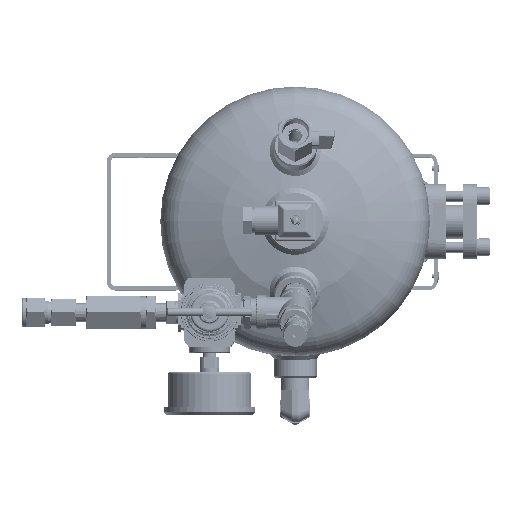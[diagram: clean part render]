
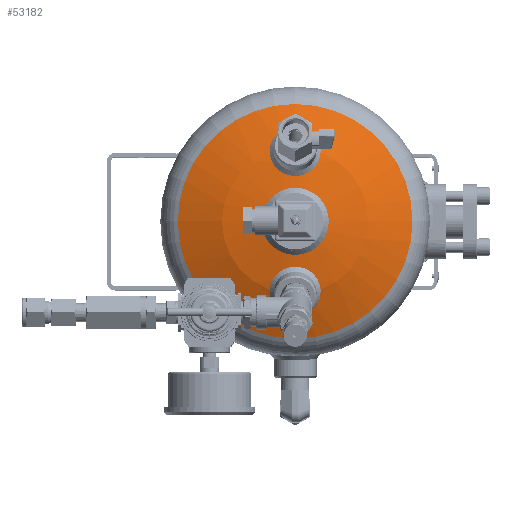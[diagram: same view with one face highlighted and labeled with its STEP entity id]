
A CAD part, top view. The second image highlights one B-rep face of the part: STEP entity #53182.
In plain terms, the highlighted spherical face has radius 202.3 mm.
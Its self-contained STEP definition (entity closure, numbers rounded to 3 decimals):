
#645=SPHERICAL_SURFACE('',#64044,202.3);
#10229=CIRCLE('',#64039,15.);
#10233=CIRCLE('',#64045,15.);
#10234=CIRCLE('',#64046,87.326);
#10235=CIRCLE('',#64047,20.);
#12505=ORIENTED_EDGE('',*,*,#28199,.T.);
#12506=ORIENTED_EDGE('',*,*,#28203,.T.);
#12507=ORIENTED_EDGE('',*,*,#28204,.F.);
#12508=ORIENTED_EDGE('',*,*,#28205,.F.);
#28199=EDGE_CURVE('',#36111,#36111,#10229,.T.);
#28203=EDGE_CURVE('',#36115,#36115,#10233,.T.);
#28204=EDGE_CURVE('',#36116,#36116,#10234,.T.);
#28205=EDGE_CURVE('',#36117,#36117,#10235,.F.);
#36111=VERTEX_POINT('',#84332);
#36115=VERTEX_POINT('',#84342);
#36116=VERTEX_POINT('',#84344);
#36117=VERTEX_POINT('',#84346);
#43949=EDGE_LOOP('',(#12505));
#43950=EDGE_LOOP('',(#12506));
#43951=EDGE_LOOP('',(#12507));
#43952=EDGE_LOOP('',(#12508));
#48186=FACE_BOUND('',#43949,.T.);
#48187=FACE_BOUND('',#43950,.T.);
#48188=FACE_BOUND('',#43951,.T.);
#48189=FACE_BOUND('',#43952,.T.);
#53182=ADVANCED_FACE('',(#48186,#48187,#48188,#48189),#645,.T.);
#64039=AXIS2_PLACEMENT_3D('',#84331,#69843,#69844);
#64044=AXIS2_PLACEMENT_3D('',#84340,#69853,#69854);
#64045=AXIS2_PLACEMENT_3D('',#84341,#69855,#69856);
#64046=AXIS2_PLACEMENT_3D('',#84343,#69857,#69858);
#64047=AXIS2_PLACEMENT_3D('',#84345,#69859,#69860);
#69843=DIRECTION('',(0.259,0.,-0.966));
#69844=DIRECTION('',(0.966,0.,0.259));
#69853=DIRECTION('',(0.,0.,-1.));
#69854=DIRECTION('',(1.,0.,0.));
#69855=DIRECTION('',(-0.259,0.,-0.966));
#69856=DIRECTION('',(-0.966,0.,0.259));
#69857=DIRECTION('',(0.,0.,-1.));
#69858=DIRECTION('',(-1.,0.,0.));
#69859=DIRECTION('',(0.,0.,-1.));
#69860=DIRECTION('',(-1.,0.,0.));
#84331=CARTESIAN_POINT('',(-52.215,0.,46.028));
#84332=CARTESIAN_POINT('',(-37.726,0.,49.911));
#84340=CARTESIAN_POINT('',(0.,0.,-148.841));
#84341=CARTESIAN_POINT('',(52.215,0.,46.028));
#84342=CARTESIAN_POINT('',(37.726,0.,49.911));
#84343=CARTESIAN_POINT('',(0.,0.,33.641));
#84344=CARTESIAN_POINT('',(-87.326,0.,33.641));
#84345=CARTESIAN_POINT('',(0.,0.,52.468));
#84346=CARTESIAN_POINT('',(-20.,0.,52.468));
